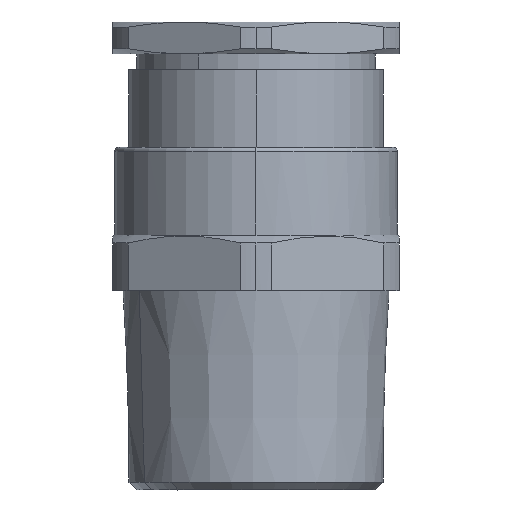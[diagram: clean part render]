
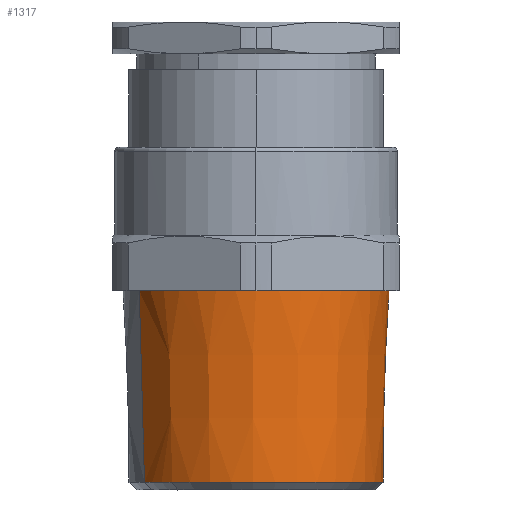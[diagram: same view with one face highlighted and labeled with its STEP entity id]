
A CAD part, front view. The second image highlights one B-rep face of the part: STEP entity #1317.
In plain terms, the highlighted conical face has half-angle 1.78 degrees and reference radius 15.923 mm.
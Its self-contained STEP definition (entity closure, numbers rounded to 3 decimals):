
#1179=AXIS2_PLACEMENT_3D('Circle Axis2P3D',#1177,#1178,$) ;
#1196=AXIS2_PLACEMENT_3D('Circle Axis2P3D',#1194,#1195,$) ;
#1281=AXIS2_PLACEMENT_3D('Cone Axis2P3D',#1278,#1279,#1280) ;
#1292=AXIS2_PLACEMENT_3D('Circle Axis2P3D',#1290,#1291,$) ;
#1299=AXIS2_PLACEMENT_3D('Circle Axis2P3D',#1297,#1298,$) ;
#1167=CARTESIAN_POINT('Vertex',(7.476,7.76,1.)) ;
#1174=CARTESIAN_POINT('Vertex',(32.001,27.399,1.)) ;
#1177=CARTESIAN_POINT('Axis2P3D Location',(18.,19.75,1.)) ;
#1194=CARTESIAN_POINT('Axis2P3D Location',(18.,19.75,1.)) ;
#1198=CARTESIAN_POINT('Vertex',(3.999,12.101,1.)) ;
#1278=CARTESIAN_POINT('Axis2P3D Location',(18.,19.75,0.)) ;
#1283=CARTESIAN_POINT('Line Origine',(13654.662,7469.492,499502.543)) ;
#1287=CARTESIAN_POINT('Vertex',(32.656,27.756,25.)) ;
#1290=CARTESIAN_POINT('Axis2P3D Location',(18.,19.75,25.)) ;
#1294=CARTESIAN_POINT('Vertex',(18.,3.05,25.)) ;
#1297=CARTESIAN_POINT('Axis2P3D Location',(18.,19.75,25.)) ;
#1301=CARTESIAN_POINT('Vertex',(3.344,11.744,25.)) ;
#1304=CARTESIAN_POINT('Line Origine',(-13618.662,-7429.992,499502.543)) ;
#1178=DIRECTION('Axis2P3D Direction',(0.,0.,1.)) ;
#1195=DIRECTION('Axis2P3D Direction',(0.,0.,1.)) ;
#1279=DIRECTION('Axis2P3D Direction',(0.,0.,1.)) ;
#1280=DIRECTION('Axis2P3D XDirection',(-0.878,-0.479,0.)) ;
#1284=DIRECTION('Vector Direction',(0.027,0.015,1.)) ;
#1291=DIRECTION('Axis2P3D Direction',(0.,0.,1.)) ;
#1298=DIRECTION('Axis2P3D Direction',(0.,0.,1.)) ;
#1305=DIRECTION('Vector Direction',(-0.027,-0.015,1.)) ;
#1285=VECTOR('Line Direction',#1284,1.) ;
#1306=VECTOR('Line Direction',#1305,1.) ;
#1310=ORIENTED_EDGE('',*,*,#1289,.T.) ;
#1311=ORIENTED_EDGE('',*,*,#1296,.T.) ;
#1312=ORIENTED_EDGE('',*,*,#1303,.T.) ;
#1313=ORIENTED_EDGE('',*,*,#1308,.F.) ;
#1314=ORIENTED_EDGE('',*,*,#1200,.T.) ;
#1315=ORIENTED_EDGE('',*,*,#1181,.T.) ;
#1317=ADVANCED_FACE('Part2.2\\Koerper.2',(#1316),#1282,.T.) ;
#1180=CIRCLE('generated circle',#1179,15.954) ;
#1197=CIRCLE('generated circle',#1196,15.954) ;
#1293=CIRCLE('generated circle',#1292,16.7) ;
#1300=CIRCLE('generated circle',#1299,16.7) ;
#1282=CONICAL_SURFACE('Cone',#1281,15.923,0.031) ;
#1181=EDGE_CURVE('',#1168,#1175,#1180,.T.) ;
#1200=EDGE_CURVE('',#1199,#1168,#1197,.T.) ;
#1289=EDGE_CURVE('',#1175,#1288,#1286,.T.) ;
#1296=EDGE_CURVE('',#1288,#1295,#1293,.F.) ;
#1303=EDGE_CURVE('',#1295,#1302,#1300,.F.) ;
#1308=EDGE_CURVE('',#1199,#1302,#1307,.T.) ;
#1309=EDGE_LOOP('',(#1310,#1311,#1312,#1313,#1314,#1315)) ;
#1316=FACE_OUTER_BOUND('',#1309,.T.) ;
#1286=LINE('Line',#1283,#1285) ;
#1307=LINE('Line',#1304,#1306) ;
#1168=VERTEX_POINT('',#1167) ;
#1175=VERTEX_POINT('',#1174) ;
#1199=VERTEX_POINT('',#1198) ;
#1288=VERTEX_POINT('',#1287) ;
#1295=VERTEX_POINT('',#1294) ;
#1302=VERTEX_POINT('',#1301) ;
